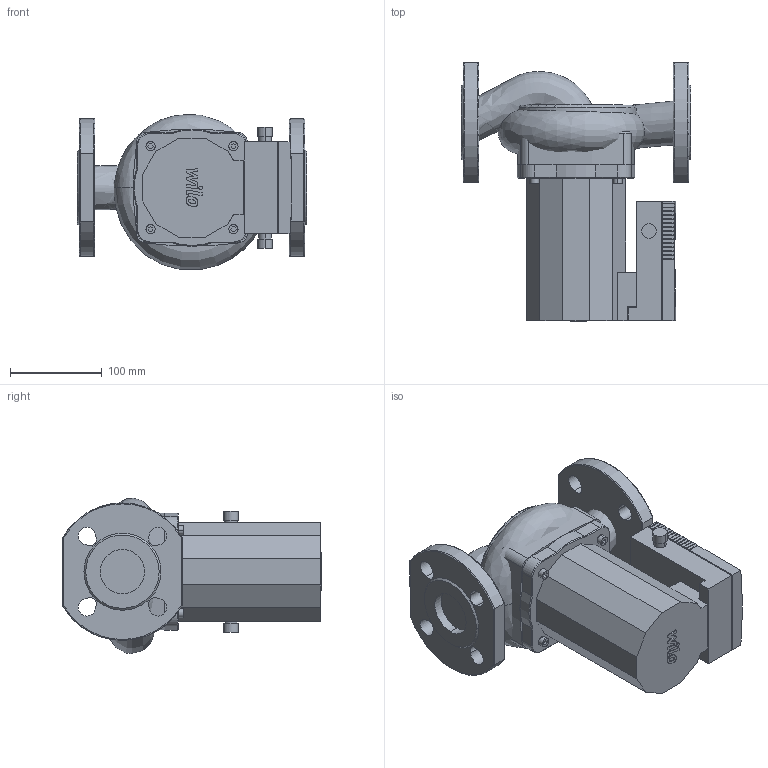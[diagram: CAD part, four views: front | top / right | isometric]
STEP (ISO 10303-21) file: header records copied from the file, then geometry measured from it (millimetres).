
FILE_DESCRIPTION((''),'2;1');
FILE_NAME('3d_TOP-STG40_10DM-2131677.stp','2014-09-03T12:31:21',(''),(''),'Mechanical Desktop 2009','Mechanical Desktop 2009',', , ');
FILE_SCHEMA(('CONFIG_CONTROL_DESIGN'));
Length unit declared in the file: millimetre
Products named in the file (1): Product
Bounding box: 250 x 281.75 x 169.38 mm (x, y, z)
Volume: 4635152.1 mm3; surface area: 361857.9 mm2
Topology: 10 solids, 10 shells, 446 faces, 1181 edges, 774 vertices
Faces by surface type: plane 190, bspline 183, cylinder 47, cone 20, torus 6
Entity records: 18680 total; most frequent: CARTESIAN_POINT 8061, ORIENTED_EDGE 2362, DIRECTION 1825, EDGE_CURVE 1181, VECTOR 869, LINE 869, VERTEX_POINT 774, EDGE_LOOP 483
